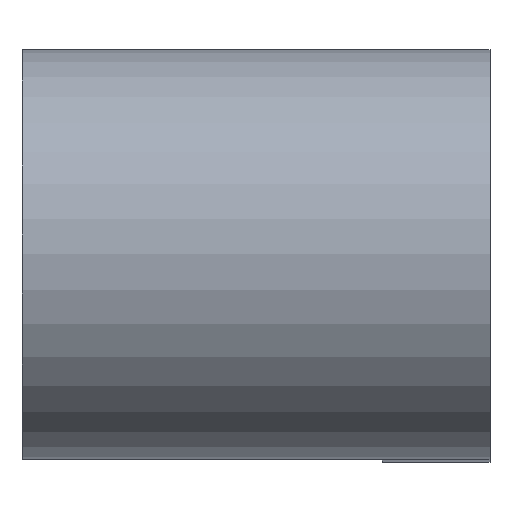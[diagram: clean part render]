
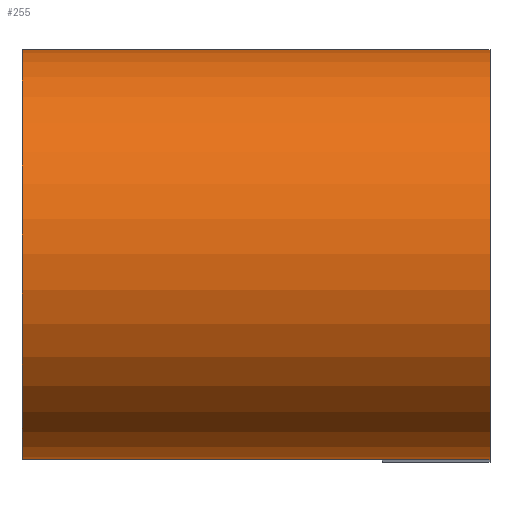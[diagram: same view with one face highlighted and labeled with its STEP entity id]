
A CAD part, top view. The second image highlights one B-rep face of the part: STEP entity #255.
In plain terms, the highlighted cylindrical face has radius 9.5 mm (diameter 19 mm), a full revolution.
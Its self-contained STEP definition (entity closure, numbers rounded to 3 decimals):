
#33=LINE('',#433,#52);
#42=LINE('',#450,#61);
#43=LINE('',#453,#62);
#52=VECTOR('',#357,10.);
#61=VECTOR('',#374,10.);
#62=VECTOR('',#379,9.5);
#65=CYLINDRICAL_SURFACE('',#298,9.5);
#78=FACE_OUTER_BOUND('',#94,.T.);
#94=EDGE_LOOP('',(#226,#227,#228,#229,#230,#231,#232,#233));
#102=CIRCLE('',#280,9.5);
#109=CIRCLE('',#291,9.5);
#110=CIRCLE('',#292,9.5);
#111=CIRCLE('',#299,9.5);
#117=VERTEX_POINT('',#398);
#122=VERTEX_POINT('',#415);
#123=VERTEX_POINT('',#416);
#124=VERTEX_POINT('',#418);
#129=VERTEX_POINT('',#430);
#134=VERTEX_POINT('',#448);
#142=EDGE_CURVE('',#117,#117,#102,.T.);
#150=EDGE_CURVE('',#122,#123,#109,.T.);
#151=EDGE_CURVE('',#123,#124,#110,.T.);
#158=EDGE_CURVE('',#129,#122,#33,.T.);
#167=EDGE_CURVE('',#134,#124,#42,.T.);
#168=EDGE_CURVE('',#134,#129,#111,.T.);
#169=EDGE_CURVE('',#123,#117,#43,.T.);
#226=ORIENTED_EDGE('',*,*,#168,.F.);
#227=ORIENTED_EDGE('',*,*,#167,.T.);
#228=ORIENTED_EDGE('',*,*,#151,.F.);
#229=ORIENTED_EDGE('',*,*,#169,.T.);
#230=ORIENTED_EDGE('',*,*,#142,.F.);
#231=ORIENTED_EDGE('',*,*,#169,.F.);
#232=ORIENTED_EDGE('',*,*,#150,.F.);
#233=ORIENTED_EDGE('',*,*,#158,.F.);
#255=ADVANCED_FACE('',(#78),#65,.T.);
#280=AXIS2_PLACEMENT_3D('',#399,#322,#323);
#291=AXIS2_PLACEMENT_3D('',#417,#345,#346);
#292=AXIS2_PLACEMENT_3D('',#419,#347,#348);
#298=AXIS2_PLACEMENT_3D('',#451,#375,#376);
#299=AXIS2_PLACEMENT_3D('',#452,#377,#378);
#322=DIRECTION('center_axis',(-1.,0.,0.));
#323=DIRECTION('ref_axis',(0.,0.,-1.));
#345=DIRECTION('center_axis',(1.,0.,0.));
#346=DIRECTION('ref_axis',(0.,0.,-1.));
#347=DIRECTION('center_axis',(1.,0.,0.));
#348=DIRECTION('ref_axis',(0.,0.,-1.));
#357=DIRECTION('',(1.,0.,0.));
#374=DIRECTION('',(1.,0.,0.));
#375=DIRECTION('center_axis',(1.,0.,0.));
#376=DIRECTION('ref_axis',(0.,0.,-1.));
#377=DIRECTION('center_axis',(1.,0.,0.));
#378=DIRECTION('ref_axis',(0.,0.,-1.));
#379=DIRECTION('',(-1.,0.,0.));
#398=CARTESIAN_POINT('',(-43.786,-20.,79.5));
#399=CARTESIAN_POINT('Origin',(-43.786,-20.,70.));
#415=CARTESIAN_POINT('',(-22.106,-10.5,70.));
#416=CARTESIAN_POINT('',(-22.106,-20.,79.5));
#417=CARTESIAN_POINT('Origin',(-22.106,-20.,70.));
#418=CARTESIAN_POINT('',(-22.106,-29.5,70.));
#419=CARTESIAN_POINT('Origin',(-22.106,-20.,70.));
#430=CARTESIAN_POINT('',(-27.106,-10.5,70.));
#433=CARTESIAN_POINT('',(-27.106,-10.5,70.));
#448=CARTESIAN_POINT('',(-27.106,-29.5,70.));
#450=CARTESIAN_POINT('',(-27.106,-29.5,70.));
#451=CARTESIAN_POINT('Origin',(-27.106,-20.,70.));
#452=CARTESIAN_POINT('Origin',(-27.106,-20.,70.));
#453=CARTESIAN_POINT('',(-27.106,-20.,79.5));
